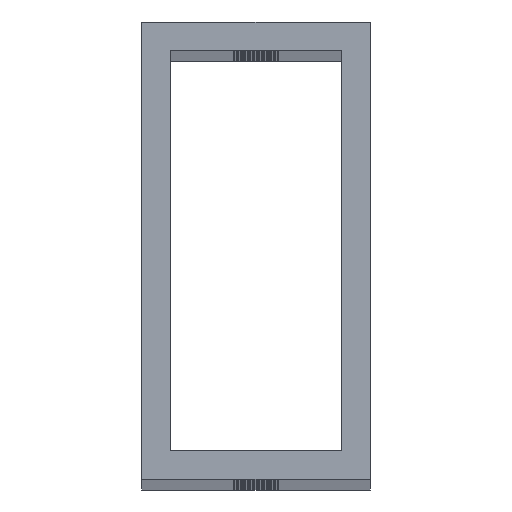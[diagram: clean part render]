
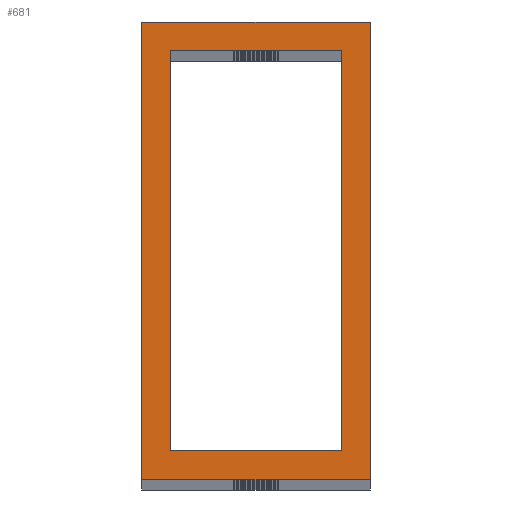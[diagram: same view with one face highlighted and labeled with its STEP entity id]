
A CAD part, top view. The second image highlights one B-rep face of the part: STEP entity #681.
In plain terms, the highlighted planar face has unit normal (0, 0, 1).
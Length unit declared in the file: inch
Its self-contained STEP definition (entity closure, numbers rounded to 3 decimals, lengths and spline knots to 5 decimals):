
#124 = VECTOR ( 'NONE', #4108, 39.37008 ) ;
#187 = DIRECTION ( 'NONE',  ( 0., 0., 1. ) ) ;
#215 = LINE ( 'NONE', #4973, #3616 ) ;
#250 = ORIENTED_EDGE ( 'NONE', *, *, #992, .T. ) ;
#421 = AXIS2_PLACEMENT_3D ( 'NONE', #2378, #187, #3981 ) ;
#482 = ORIENTED_EDGE ( 'NONE', *, *, #5393, .F. ) ;
#634 = LINE ( 'NONE', #3753, #794 ) ;
#681 = ADVANCED_FACE ( 'NONE', ( #2336, #1814 ), #1915, .T. ) ;
#794 = VECTOR ( 'NONE', #3297, 39.37008 ) ;
#992 = EDGE_CURVE ( 'NONE', #2573, #4344, #3239, .T. ) ;
#1053 = CARTESIAN_POINT ( 'NONE',  ( 0.5, -1., 27. ) ) ;
#1253 = EDGE_CURVE ( 'NONE', #5209, #2573, #4244, .T. ) ;
#1268 = ORIENTED_EDGE ( 'NONE', *, *, #3077, .F. ) ;
#1371 = VECTOR ( 'NONE', #1644, 39.37008 ) ;
#1501 = DIRECTION ( 'NONE',  ( 0., 1., 0. ) ) ;
#1585 = CARTESIAN_POINT ( 'NONE',  ( -0.5, -1., 27. ) ) ;
#1644 = DIRECTION ( 'NONE',  ( 0., 1., 0. ) ) ;
#1814 = FACE_BOUND ( 'NONE', #3891, .T. ) ;
#1915 = PLANE ( 'NONE',  #421 ) ;
#1941 = LINE ( 'NONE', #6927, #124 ) ;
#2336 = FACE_OUTER_BOUND ( 'NONE', #3334, .T. ) ;
#2378 = CARTESIAN_POINT ( 'NONE',  ( 0., 0., 27. ) ) ;
#2444 = VECTOR ( 'NONE', #6622, 39.37008 ) ;
#2573 = VERTEX_POINT ( 'NONE', #4713 ) ;
#3077 = EDGE_CURVE ( 'NONE', #4329, #3644, #1941, .T. ) ;
#3127 = ORIENTED_EDGE ( 'NONE', *, *, #3363, .T. ) ;
#3210 = EDGE_CURVE ( 'NONE', #6614, #4754, #634, .T. ) ;
#3239 = LINE ( 'NONE', #6024, #2444 ) ;
#3297 = DIRECTION ( 'NONE',  ( -1., 0., 0. ) ) ;
#3334 = EDGE_LOOP ( 'NONE', ( #6048, #250, #3722, #3127 ) ) ;
#3363 = EDGE_CURVE ( 'NONE', #5544, #5209, #4046, .T. ) ;
#3616 = VECTOR ( 'NONE', #4936, 39.37008 ) ;
#3644 = VERTEX_POINT ( 'NONE', #4142 ) ;
#3722 = ORIENTED_EDGE ( 'NONE', *, *, #3802, .T. ) ;
#3753 = CARTESIAN_POINT ( 'NONE',  ( 0.5, 0.875, 27. ) ) ;
#3797 = CARTESIAN_POINT ( 'NONE',  ( 0.5, -1., 27. ) ) ;
#3802 = EDGE_CURVE ( 'NONE', #4344, #5544, #5385, .T. ) ;
#3891 = EDGE_LOOP ( 'NONE', ( #1268, #5942, #6671, #482 ) ) ;
#3981 = DIRECTION ( 'NONE',  ( 1., 0., 0. ) ) ;
#4046 = LINE ( 'NONE', #6867, #4188 ) ;
#4108 = DIRECTION ( 'NONE',  ( 1., 0., 0. ) ) ;
#4142 = CARTESIAN_POINT ( 'NONE',  ( 0.375, -0.875, 27. ) ) ;
#4188 = VECTOR ( 'NONE', #6275, 39.37008 ) ;
#4244 = LINE ( 'NONE', #1585, #4496 ) ;
#4329 = VERTEX_POINT ( 'NONE', #6523 ) ;
#4344 = VERTEX_POINT ( 'NONE', #3797 ) ;
#4496 = VECTOR ( 'NONE', #6962, 39.37008 ) ;
#4516 = VECTOR ( 'NONE', #1501, 39.37008 ) ;
#4695 = CARTESIAN_POINT ( 'NONE',  ( 0.375, -1., 27. ) ) ;
#4713 = CARTESIAN_POINT ( 'NONE',  ( -0.5, -1., 27. ) ) ;
#4728 = LINE ( 'NONE', #4695, #4516 ) ;
#4754 = VERTEX_POINT ( 'NONE', #5399 ) ;
#4936 = DIRECTION ( 'NONE',  ( 0., -1., 0. ) ) ;
#4973 = CARTESIAN_POINT ( 'NONE',  ( -0.375, -1., 27. ) ) ;
#5209 = VERTEX_POINT ( 'NONE', #6072 ) ;
#5385 = LINE ( 'NONE', #1053, #1371 ) ;
#5393 = EDGE_CURVE ( 'NONE', #3644, #6614, #4728, .T. ) ;
#5399 = CARTESIAN_POINT ( 'NONE',  ( -0.375, 0.875, 27. ) ) ;
#5544 = VERTEX_POINT ( 'NONE', #6189 ) ;
#5942 = ORIENTED_EDGE ( 'NONE', *, *, #5955, .F. ) ;
#5955 = EDGE_CURVE ( 'NONE', #4754, #4329, #215, .T. ) ;
#6024 = CARTESIAN_POINT ( 'NONE',  ( 0.5, -1., 27. ) ) ;
#6048 = ORIENTED_EDGE ( 'NONE', *, *, #1253, .T. ) ;
#6072 = CARTESIAN_POINT ( 'NONE',  ( -0.5, 1., 27. ) ) ;
#6189 = CARTESIAN_POINT ( 'NONE',  ( 0.5, 1., 27. ) ) ;
#6275 = DIRECTION ( 'NONE',  ( -1., 0., 0. ) ) ;
#6317 = CARTESIAN_POINT ( 'NONE',  ( 0.375, 0.875, 27. ) ) ;
#6523 = CARTESIAN_POINT ( 'NONE',  ( -0.375, -0.875, 27. ) ) ;
#6614 = VERTEX_POINT ( 'NONE', #6317 ) ;
#6622 = DIRECTION ( 'NONE',  ( 1., 0., 0. ) ) ;
#6671 = ORIENTED_EDGE ( 'NONE', *, *, #3210, .F. ) ;
#6867 = CARTESIAN_POINT ( 'NONE',  ( 0.5, 1., 27. ) ) ;
#6927 = CARTESIAN_POINT ( 'NONE',  ( 0.5, -0.875, 27. ) ) ;
#6962 = DIRECTION ( 'NONE',  ( 0., -1., 0. ) ) ;
